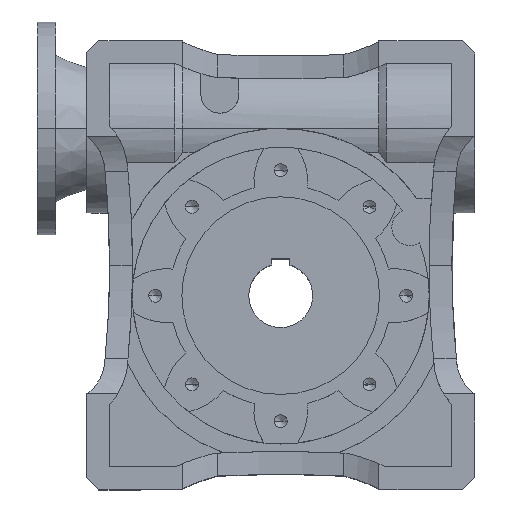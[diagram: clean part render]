
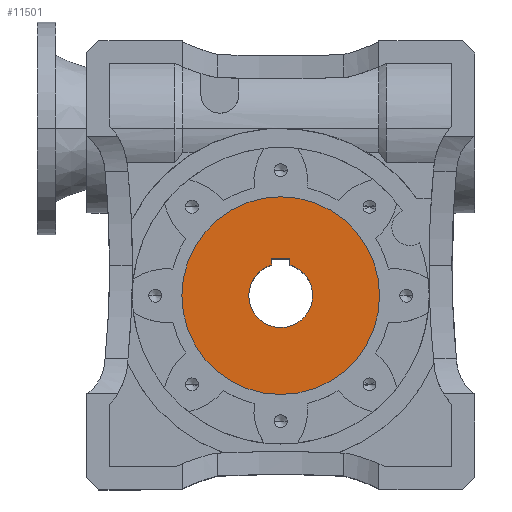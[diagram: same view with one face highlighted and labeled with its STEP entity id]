
A CAD part, top view. The second image highlights one B-rep face of the part: STEP entity #11501.
In plain terms, the highlighted planar face has unit normal (0, 0, 1).
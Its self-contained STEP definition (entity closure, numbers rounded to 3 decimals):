
#1818 = ORIENTED_EDGE ( 'NONE', *, *, #8125, .F. ) ;
#1821 = ORIENTED_EDGE ( 'NONE', *, *, #8085, .F. ) ;
#1822 = ORIENTED_EDGE ( 'NONE', *, *, #9704, .F. ) ;
#1858 = ORIENTED_EDGE ( 'NONE', *, *, #8088, .F. ) ;
#1860 = ORIENTED_EDGE ( 'NONE', *, *, #9706, .F. ) ;
#1865 = ORIENTED_EDGE ( 'NONE', *, *, #8121, .F. ) ;
#1866 = ORIENTED_EDGE ( 'NONE', *, *, #7949, .T. ) ;
#1867 = ORIENTED_EDGE ( 'NONE', *, *, #8116, .T. ) ;
#2369 = AXIS2_PLACEMENT_3D ( 'NONE', #3597, #3596, #3601 ) ;
#2640 = CARTESIAN_POINT ( 'NONE',  ( -6., 24.3, 77.5 ) ) ;
#2643 = CARTESIAN_POINT ( 'NONE',  ( 6., 24.3, 77.5 ) ) ;
#2644 = CARTESIAN_POINT ( 'NONE',  ( -6., 20.125, 77.5 ) ) ;
#2662 = DIRECTION ( 'NONE',  ( 1., 0., 0. ) ) ;
#2677 = DIRECTION ( 'NONE',  ( 0., 0., 1. ) ) ;
#2678 = CARTESIAN_POINT ( 'NONE',  ( 6., 24.3, 77.5 ) ) ;
#2968 = CARTESIAN_POINT ( 'NONE',  ( 0., 0., 77.5 ) ) ;
#3045 = DIRECTION ( 'NONE',  ( 0., 0., 1. ) ) ;
#3046 = DIRECTION ( 'NONE',  ( 1., 0., 0. ) ) ;
#3114 = DIRECTION ( 'NONE',  ( 0., 1., 0. ) ) ;
#3141 = CARTESIAN_POINT ( 'NONE',  ( 0., 0., 77.5 ) ) ;
#3596 = DIRECTION ( 'NONE',  ( 0., 0., -1. ) ) ;
#3597 = CARTESIAN_POINT ( 'NONE',  ( 0., 17.5, 77.5 ) ) ;
#3599 = PLANE ( 'NONE',  #2369 ) ;
#3601 = DIRECTION ( 'NONE',  ( -1., 0., 0. ) ) ;
#4113 = FACE_BOUND ( 'NONE', #4512, .T. ) ;
#4121 = FACE_OUTER_BOUND ( 'NONE', #4837, .T. ) ;
#4512 = EDGE_LOOP ( 'NONE', ( #1858, #1822, #1860, #1821, #1818, #1865 ) ) ;
#4837 = EDGE_LOOP ( 'NONE', ( #1867, #1866 ) ) ;
#5530 = VERTEX_POINT ( 'NONE', #13094 ) ;
#5531 = VERTEX_POINT ( 'NONE', #13129 ) ;
#5569 = VERTEX_POINT ( 'NONE', #12855 ) ;
#5570 = VERTEX_POINT ( 'NONE', #12992 ) ;
#5607 = VERTEX_POINT ( 'NONE', #12790 ) ;
#5804 = VERTEX_POINT ( 'NONE', #2644 ) ;
#5805 = VERTEX_POINT ( 'NONE', #2643 ) ;
#5808 = VERTEX_POINT ( 'NONE', #2640 ) ;
#6049 = AXIS2_PLACEMENT_3D ( 'NONE', #9929, #9930, #9931 ) ;
#6063 = AXIS2_PLACEMENT_3D ( 'NONE', #2968, #2677, #2662 ) ;
#6907 = CIRCLE ( 'NONE', #13294, 65. ) ;
#7091 = CIRCLE ( 'NONE', #6063, 21. ) ;
#7096 = LINE ( 'NONE', #2678, #7098 ) ;
#7098 = VECTOR ( 'NONE', #3114, 1000. ) ;
#7137 = CIRCLE ( 'NONE', #6049, 65. ) ;
#7143 = LINE ( 'NONE', #9946, #7144 ) ;
#7144 = VECTOR ( 'NONE', #9947, 1000. ) ;
#7147 = LINE ( 'NONE', #9941, #7149 ) ;
#7149 = VECTOR ( 'NONE', #9951, 1000. ) ;
#7837 = AXIS2_PLACEMENT_3D ( 'NONE', #8669, #8670, #8671 ) ;
#7853 = AXIS2_PLACEMENT_3D ( 'NONE', #8673, #8674, #8675 ) ;
#7949 = EDGE_CURVE ( 'NONE', #5569, #5570, #6907, .T. ) ;
#8085 = EDGE_CURVE ( 'NONE', #5804, #5607, #7091, .T. ) ;
#8088 = EDGE_CURVE ( 'NONE', #5531, #5805, #7096, .T. ) ;
#8116 = EDGE_CURVE ( 'NONE', #5570, #5569, #7137, .T. ) ;
#8121 = EDGE_CURVE ( 'NONE', #5805, #5808, #7143, .T. ) ;
#8125 = EDGE_CURVE ( 'NONE', #5808, #5804, #7147, .T. ) ;
#8669 = CARTESIAN_POINT ( 'NONE',  ( 0., 0., 77.5 ) ) ;
#8670 = DIRECTION ( 'NONE',  ( 0., 0., 1. ) ) ;
#8671 = DIRECTION ( 'NONE',  ( 1., 0., 0. ) ) ;
#8673 = CARTESIAN_POINT ( 'NONE',  ( 0., 0., 77.5 ) ) ;
#8674 = DIRECTION ( 'NONE',  ( 0., 0., 1. ) ) ;
#8675 = DIRECTION ( 'NONE',  ( 1., 0., 0. ) ) ;
#9704 = EDGE_CURVE ( 'NONE', #5530, #5531, #11700, .T. ) ;
#9706 = EDGE_CURVE ( 'NONE', #5607, #5530, #11697, .T. ) ;
#9929 = CARTESIAN_POINT ( 'NONE',  ( 0., 0., 77.5 ) ) ;
#9930 = DIRECTION ( 'NONE',  ( 0., 0., 1. ) ) ;
#9931 = DIRECTION ( 'NONE',  ( 1., 0., 0. ) ) ;
#9941 = CARTESIAN_POINT ( 'NONE',  ( -6., 24.3, 77.5 ) ) ;
#9946 = CARTESIAN_POINT ( 'NONE',  ( -6., 24.3, 77.5 ) ) ;
#9947 = DIRECTION ( 'NONE',  ( -1., 0., 0. ) ) ;
#9951 = DIRECTION ( 'NONE',  ( 0., -1., 0. ) ) ;
#11501 = ADVANCED_FACE ( 'NONE', ( #4113, #4121 ), #3599, .F. ) ;
#11697 = CIRCLE ( 'NONE', #7853, 21. ) ;
#11700 = CIRCLE ( 'NONE', #7837, 21. ) ;
#12790 = CARTESIAN_POINT ( 'NONE',  ( -21., 0., 77.5 ) ) ;
#12855 = CARTESIAN_POINT ( 'NONE',  ( -65., 0., 77.5 ) ) ;
#12992 = CARTESIAN_POINT ( 'NONE',  ( 65., 0., 77.5 ) ) ;
#13094 = CARTESIAN_POINT ( 'NONE',  ( 21., 0., 77.5 ) ) ;
#13129 = CARTESIAN_POINT ( 'NONE',  ( 6., 20.125, 77.5 ) ) ;
#13294 = AXIS2_PLACEMENT_3D ( 'NONE', #3141, #3045, #3046 ) ;
